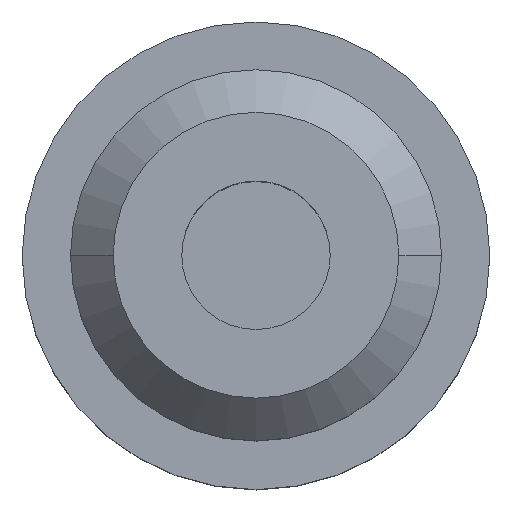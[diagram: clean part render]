
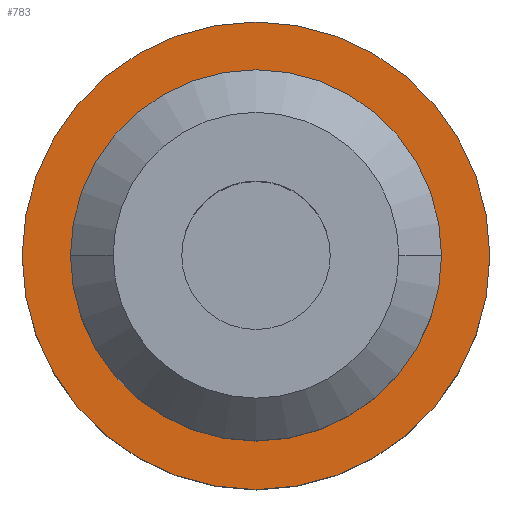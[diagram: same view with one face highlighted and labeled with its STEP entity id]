
A CAD part, top view. The second image highlights one B-rep face of the part: STEP entity #783.
In plain terms, the highlighted planar face has unit normal (0, 0, 1).
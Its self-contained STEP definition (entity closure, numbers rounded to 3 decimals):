
#68 = CIRCLE ( 'NONE', #1151, 22. ) ;
#76 = CARTESIAN_POINT ( 'NONE',  ( 0., -22., 26. ) ) ;
#91 = VERTEX_POINT ( 'NONE', #909 ) ;
#94 = DIRECTION ( 'NONE',  ( 0., 0., 1. ) ) ;
#98 = DIRECTION ( 'NONE',  ( 0., -1., 0. ) ) ;
#125 = FACE_BOUND ( 'NONE', #1437, .T. ) ;
#147 = CIRCLE ( 'NONE', #709, 31.5 ) ;
#185 = VERTEX_POINT ( 'NONE', #432 ) ;
#218 = EDGE_CURVE ( 'NONE', #265, #1075, #1432, .T. ) ;
#258 = DIRECTION ( 'NONE',  ( 0., 0., -1. ) ) ;
#265 = VERTEX_POINT ( 'NONE', #1298 ) ;
#317 = EDGE_CURVE ( 'NONE', #666, #1009, #1272, .T. ) ;
#321 = ORIENTED_EDGE ( 'NONE', *, *, #1054, .F. ) ;
#328 = CARTESIAN_POINT ( 'NONE',  ( 18., 12.649, 26. ) ) ;
#330 = VECTOR ( 'NONE', #867, 1000. ) ;
#347 = AXIS2_PLACEMENT_3D ( 'NONE', #1650, #869, #98 ) ;
#398 = CARTESIAN_POINT ( 'NONE',  ( 0., 0., 26. ) ) ;
#401 = CARTESIAN_POINT ( 'NONE',  ( 0., 0., 26. ) ) ;
#432 = CARTESIAN_POINT ( 'NONE',  ( 0., -31.5, 26. ) ) ;
#451 = CARTESIAN_POINT ( 'NONE',  ( 0., 31.5, 26. ) ) ;
#480 = FACE_OUTER_BOUND ( 'NONE', #1142, .T. ) ;
#585 = DIRECTION ( 'NONE',  ( 0., 1., 0. ) ) ;
#586 = ORIENTED_EDGE ( 'NONE', *, *, #826, .F. ) ;
#599 = CARTESIAN_POINT ( 'NONE',  ( 18., 25.084, 26. ) ) ;
#637 = CARTESIAN_POINT ( 'NONE',  ( -18., 25.084, 26. ) ) ;
#666 = VERTEX_POINT ( 'NONE', #76 ) ;
#709 = AXIS2_PLACEMENT_3D ( 'NONE', #398, #779, #1557 ) ;
#720 = AXIS2_PLACEMENT_3D ( 'NONE', #401, #258, #1039 ) ;
#724 = CARTESIAN_POINT ( 'NONE',  ( 0., 0., 26. ) ) ;
#742 = VECTOR ( 'NONE', #1509, 1000. ) ;
#748 = PLANE ( 'NONE',  #819 ) ;
#764 = CARTESIAN_POINT ( 'NONE',  ( -18., -12.649, 26. ) ) ;
#765 = CARTESIAN_POINT ( 'NONE',  ( 0., 0., 26. ) ) ;
#779 = DIRECTION ( 'NONE',  ( 0., 0., -1. ) ) ;
#783 = ADVANCED_FACE ( 'NONE', ( #480, #125 ), #748, .T. ) ;
#819 = AXIS2_PLACEMENT_3D ( 'NONE', #1396, #94, #864 ) ;
#826 = EDGE_CURVE ( 'NONE', #91, #1075, #1079, .T. ) ;
#837 = AXIS2_PLACEMENT_3D ( 'NONE', #724, #1501, #585 ) ;
#864 = DIRECTION ( 'NONE',  ( 0., -1., 0. ) ) ;
#867 = DIRECTION ( 'NONE',  ( 0., 1., 0. ) ) ;
#869 = DIRECTION ( 'NONE',  ( 0., 0., -1. ) ) ;
#909 = CARTESIAN_POINT ( 'NONE',  ( 18., -12.649, 26. ) ) ;
#928 = LINE ( 'NONE', #637, #330 ) ;
#1009 = VERTEX_POINT ( 'NONE', #764 ) ;
#1013 = ORIENTED_EDGE ( 'NONE', *, *, #1366, .T. ) ;
#1032 = ORIENTED_EDGE ( 'NONE', *, *, #1440, .T. ) ;
#1039 = DIRECTION ( 'NONE',  ( 0., -1., 0. ) ) ;
#1054 = EDGE_CURVE ( 'NONE', #1090, #185, #1514, .T. ) ;
#1075 = VERTEX_POINT ( 'NONE', #328 ) ;
#1079 = LINE ( 'NONE', #599, #742 ) ;
#1090 = VERTEX_POINT ( 'NONE', #451 ) ;
#1142 = EDGE_LOOP ( 'NONE', ( #321, #1648 ) ) ;
#1144 = ORIENTED_EDGE ( 'NONE', *, *, #317, .T. ) ;
#1151 = AXIS2_PLACEMENT_3D ( 'NONE', #765, #1658, #1415 ) ;
#1272 = CIRCLE ( 'NONE', #347, 22. ) ;
#1298 = CARTESIAN_POINT ( 'NONE',  ( -18., 12.649, 26. ) ) ;
#1300 = EDGE_CURVE ( 'NONE', #185, #1090, #147, .T. ) ;
#1361 = ORIENTED_EDGE ( 'NONE', *, *, #218, .T. ) ;
#1366 = EDGE_CURVE ( 'NONE', #91, #666, #68, .T. ) ;
#1396 = CARTESIAN_POINT ( 'NONE',  ( 0., 20., 26. ) ) ;
#1415 = DIRECTION ( 'NONE',  ( 0., -1., 0. ) ) ;
#1432 = CIRCLE ( 'NONE', #720, 22. ) ;
#1437 = EDGE_LOOP ( 'NONE', ( #1361, #586, #1013, #1144, #1032 ) ) ;
#1440 = EDGE_CURVE ( 'NONE', #1009, #265, #928, .T. ) ;
#1501 = DIRECTION ( 'NONE',  ( 0., 0., -1. ) ) ;
#1509 = DIRECTION ( 'NONE',  ( 0., 1., 0. ) ) ;
#1514 = CIRCLE ( 'NONE', #837, 31.5 ) ;
#1557 = DIRECTION ( 'NONE',  ( 0., 1., 0. ) ) ;
#1648 = ORIENTED_EDGE ( 'NONE', *, *, #1300, .F. ) ;
#1650 = CARTESIAN_POINT ( 'NONE',  ( 0., 0., 26. ) ) ;
#1658 = DIRECTION ( 'NONE',  ( 0., 0., -1. ) ) ;
